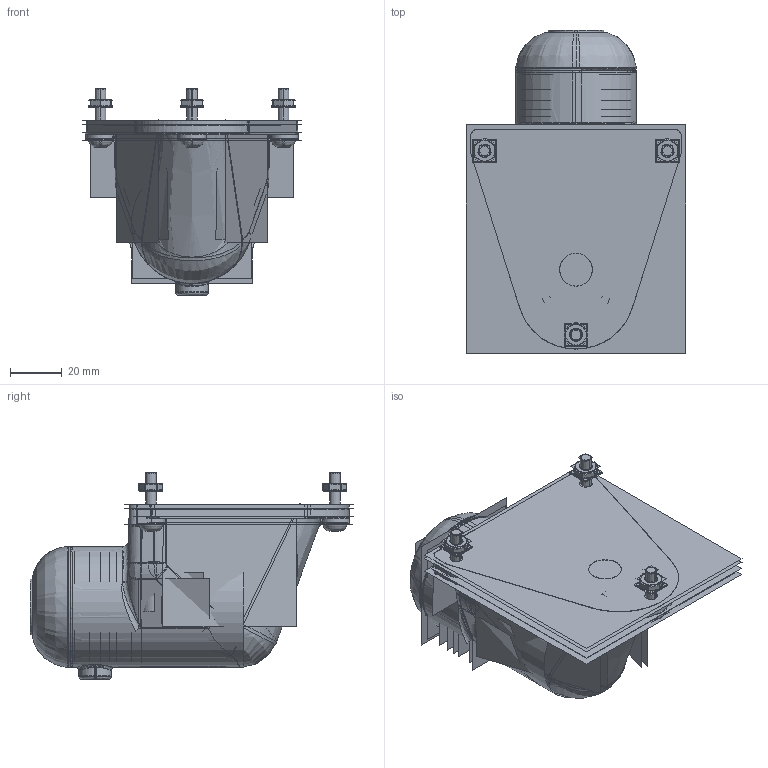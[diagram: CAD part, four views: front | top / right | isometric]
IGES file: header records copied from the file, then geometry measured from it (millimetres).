
Start section:  PTC IGES file: 190838.igs
Global section: file name: 190838.igs; native system: Creo Parametric by PTC Inc.; preprocessor: 2018300; author: pdmadmin; organization: Unknown; date: 20190509.094248; units: millimetre
Bounding box: 85.31 x 125.44 x 80.33 mm (x, y, z)
Volume: 99785.5 mm3; surface area: 404405.7 mm2
Topology: 17 solids, 17 shells, 1450 faces, 7529 edges, 9750 vertices
Faces by surface type: revolution 934, bspline 500, extrusion 16
